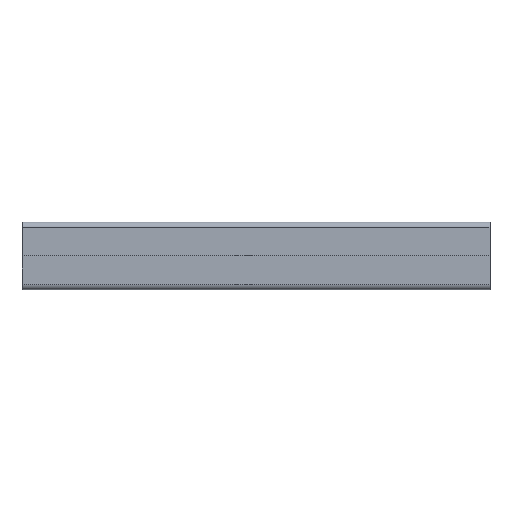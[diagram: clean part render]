
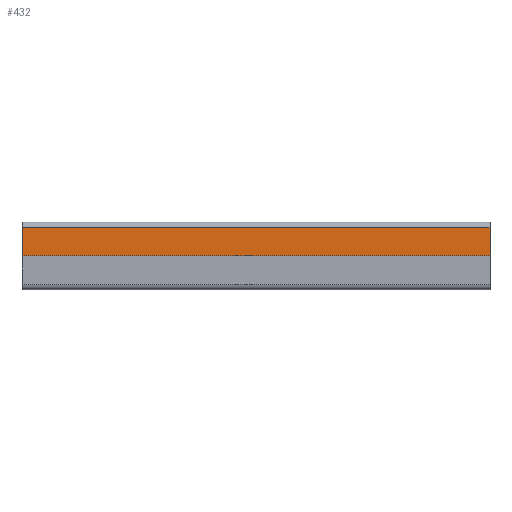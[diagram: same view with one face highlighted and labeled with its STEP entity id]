
A CAD part, top view. The second image highlights one B-rep face of the part: STEP entity #432.
In plain terms, the highlighted planar face has unit normal (0, 0, 1).
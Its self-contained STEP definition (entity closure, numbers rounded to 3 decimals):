
#405=AXIS2_PLACEMENT_3D('Plane Axis2P3D',#402,#403,#404) ;
#380=CARTESIAN_POINT('Vertex',(0.,2.2,12.219)) ;
#383=CARTESIAN_POINT('Line Origine',(8.3,2.2,12.219)) ;
#387=CARTESIAN_POINT('Vertex',(16.6,2.2,12.219)) ;
#402=CARTESIAN_POINT('Axis2P3D Location',(1.3,2.2,12.219)) ;
#407=CARTESIAN_POINT('Line Origine',(0.,1.7,12.219)) ;
#411=CARTESIAN_POINT('Vertex',(0.,1.2,12.219)) ;
#414=CARTESIAN_POINT('Line Origine',(8.3,1.2,12.219)) ;
#418=CARTESIAN_POINT('Vertex',(16.6,1.2,12.219)) ;
#421=CARTESIAN_POINT('Line Origine',(16.6,1.7,12.219)) ;
#384=DIRECTION('Vector Direction',(1.,0.,0.)) ;
#403=DIRECTION('Axis2P3D Direction',(0.,0.,-1.)) ;
#404=DIRECTION('Axis2P3D XDirection',(0.,-1.,0.)) ;
#408=DIRECTION('Vector Direction',(0.,-1.,0.)) ;
#415=DIRECTION('Vector Direction',(-1.,0.,0.)) ;
#422=DIRECTION('Vector Direction',(0.,-1.,0.)) ;
#385=VECTOR('Line Direction',#384,1.) ;
#409=VECTOR('Line Direction',#408,1.) ;
#416=VECTOR('Line Direction',#415,1.) ;
#423=VECTOR('Line Direction',#422,1.) ;
#427=ORIENTED_EDGE('',*,*,#413,.T.) ;
#428=ORIENTED_EDGE('',*,*,#420,.F.) ;
#429=ORIENTED_EDGE('',*,*,#425,.F.) ;
#430=ORIENTED_EDGE('',*,*,#389,.T.) ;
#432=ADVANCED_FACE('ISGF',(#431),#406,.F.) ;
#389=EDGE_CURVE('',#388,#381,#386,.F.) ;
#413=EDGE_CURVE('',#381,#412,#410,.T.) ;
#420=EDGE_CURVE('',#419,#412,#417,.T.) ;
#425=EDGE_CURVE('',#388,#419,#424,.T.) ;
#426=EDGE_LOOP('',(#427,#428,#429,#430)) ;
#431=FACE_OUTER_BOUND('',#426,.T.) ;
#386=LINE('Line',#383,#385) ;
#410=LINE('Line',#407,#409) ;
#417=LINE('Line',#414,#416) ;
#424=LINE('Line',#421,#423) ;
#406=PLANE('',#405) ;
#381=VERTEX_POINT('',#380) ;
#388=VERTEX_POINT('',#387) ;
#412=VERTEX_POINT('',#411) ;
#419=VERTEX_POINT('',#418) ;
